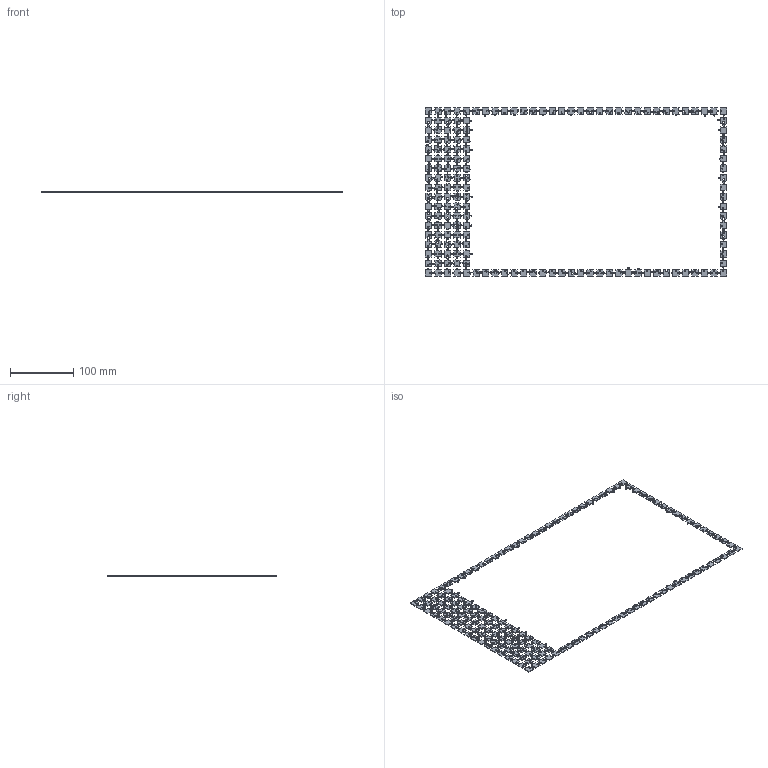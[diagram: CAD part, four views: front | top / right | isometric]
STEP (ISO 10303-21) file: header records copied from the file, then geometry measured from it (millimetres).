
FILE_DESCRIPTION(('HOOPS Exchange Step'),'2;1');
FILE_NAME('temp_export','2024-07-17T16:28:52+08:00',('sharma21'),('Shapr3D Limited'),'HOOPS Exchange 2024.2','Shapr3D','Authorized');
FILE_SCHEMA( ('AUTOMOTIVE_DESIGN { 1 0 10303 214 1 1 1 1 }') );
Length unit declared in the file: millimetre
Products named in the file (1): root
Bounding box: 475 x 265 x 1 mm (x, y, z)
Volume: 16008.3 mm3; surface area: 41816.4 mm2
Topology: 160 solids, 160 shells, 962 faces, 1926 edges, 1284 vertices
Faces by surface type: bspline 542, plane 420
Entity records: 31891 total; most frequent: CARTESIAN_POINT 15603, ORIENTED_EDGE 3852, EDGE_CURVE 1926, DIRECTION 1684, VERTEX_POINT 1284, B_SPLINE_CURVE_WITH_KNOTS 1084, EDGE_LOOP 962, FACE_BOUND 962
